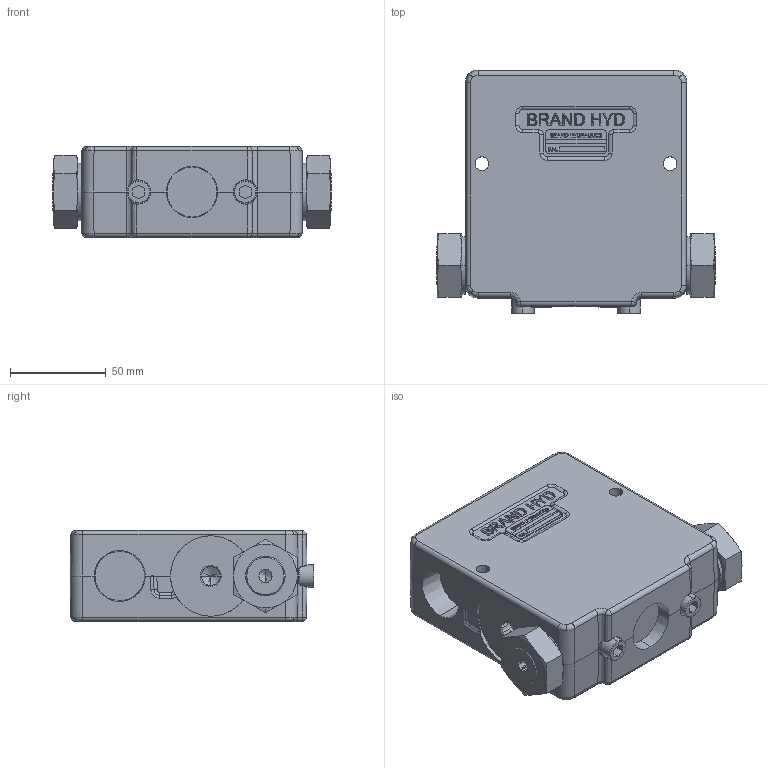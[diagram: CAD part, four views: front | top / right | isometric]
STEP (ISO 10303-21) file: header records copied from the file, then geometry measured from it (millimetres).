
FILE_DESCRIPTION (( 'STEP AP203' ), '1' );
FILE_NAME ('FP56 GENERIC ASSEMBLY.STEP', '2013-08-02T18:47:07', ( 'branduser' ), ( '' ), 'SwSTEP 2.0', 'SolidWorks 2013', '' );
FILE_SCHEMA (( 'CONFIG_CONTROL_DESIGN' ));
Length unit declared in the file: inch
Products named in the file (1): FP56 GENERIC ASSEMBLY
Bounding box: 145.8 x 127.53 x 47.62 mm (x, y, z)
Volume: 660744.7 mm3; surface area: 74411.1 mm2
Topology: 8 solids, 12 shells, 792 faces, 2031 edges, 1306 vertices
Faces by surface type: plane 411, bspline 159, cylinder 122, cone 84, torus 12, sphere 4
Entity records: 33681 total; most frequent: CARTESIAN_POINT 15682, ORIENTED_EDGE 4042, DIRECTION 3140, EDGE_CURVE 2021, VERTEX_POINT 1306, LINE 1138, VECTOR 1138, AXIS2_PLACEMENT_3D 1001
